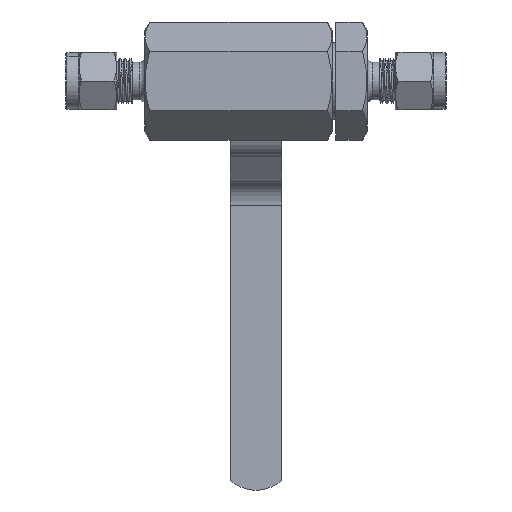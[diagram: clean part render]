
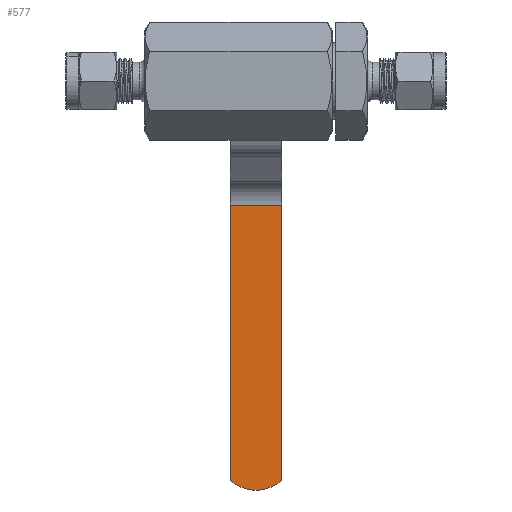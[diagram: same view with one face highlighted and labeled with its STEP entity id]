
A CAD part, front view. The second image highlights one B-rep face of the part: STEP entity #577.
In plain terms, the highlighted planar face has unit normal (0, -1, 0).
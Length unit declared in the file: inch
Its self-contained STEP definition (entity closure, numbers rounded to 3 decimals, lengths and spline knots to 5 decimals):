
#577 = ADVANCED_FACE ( 'NONE', ( #7654 ), #39752, .F. ) ;
#3454 = CARTESIAN_POINT ( 'NONE',  ( 0.25, 1.65, -3.90451 ) ) ;
#5537 = VERTEX_POINT ( 'NONE', #35976 ) ;
#5856 = ORIENTED_EDGE ( 'NONE', *, *, #7185, .T. ) ;
#7185 = EDGE_CURVE ( 'NONE', #36310, #26394, #22935, .T. ) ;
#7654 = FACE_OUTER_BOUND ( 'NONE', #8333, .T. ) ;
#8089 = ORIENTED_EDGE ( 'NONE', *, *, #20428, .T. ) ;
#8333 = EDGE_LOOP ( 'NONE', ( #5856, #32894, #22100, #8089 ) ) ;
#8368 = EDGE_CURVE ( 'NONE', #26394, #36487, #10552, .T. ) ;
#10552 = CIRCLE ( 'NONE', #40178, 0.375 ) ;
#11840 = AXIS2_PLACEMENT_3D ( 'NONE', #40069, #39848, #39799 ) ;
#12296 = DIRECTION ( 'NONE',  ( 0., 0., -1. ) ) ;
#12447 = CARTESIAN_POINT ( 'NONE',  ( 0.25, 1.65, -1.21407 ) ) ;
#14522 = DIRECTION ( 'NONE',  ( 0., 0., 1. ) ) ;
#14532 = DIRECTION ( 'NONE',  ( 0., -1., 0. ) ) ;
#14566 = CARTESIAN_POINT ( 'NONE',  ( 0., 1.65, -3.625 ) ) ;
#15333 = DIRECTION ( 'NONE',  ( -1., 0., 0. ) ) ;
#16258 = CARTESIAN_POINT ( 'NONE',  ( 0.25, 1.65, -1.21407 ) ) ;
#17494 = CARTESIAN_POINT ( 'NONE',  ( -0.25, 1.65, -1.21407 ) ) ;
#17658 = DIRECTION ( 'NONE',  ( 0., 0., -1. ) ) ;
#19165 = LINE ( 'NONE', #12447, #46688 ) ;
#19950 = CARTESIAN_POINT ( 'NONE',  ( -0.25, 1.65, -3.90451 ) ) ;
#20428 = EDGE_CURVE ( 'NONE', #5537, #36310, #40698, .T. ) ;
#20933 = CARTESIAN_POINT ( 'NONE',  ( -0.25, 1.65, -1.21407 ) ) ;
#21747 = VECTOR ( 'NONE', #17658, 39.37008 ) ;
#22100 = ORIENTED_EDGE ( 'NONE', *, *, #22574, .F. ) ;
#22574 = EDGE_CURVE ( 'NONE', #5537, #36487, #19165, .T. ) ;
#22935 = LINE ( 'NONE', #17494, #21747 ) ;
#26394 = VERTEX_POINT ( 'NONE', #19950 ) ;
#31171 = VECTOR ( 'NONE', #15333, 39.37008 ) ;
#32894 = ORIENTED_EDGE ( 'NONE', *, *, #8368, .T. ) ;
#35976 = CARTESIAN_POINT ( 'NONE',  ( 0.25, 1.65, -1.21407 ) ) ;
#36310 = VERTEX_POINT ( 'NONE', #20933 ) ;
#36487 = VERTEX_POINT ( 'NONE', #3454 ) ;
#39752 = PLANE ( 'NONE',  #11840 ) ;
#39799 = DIRECTION ( 'NONE',  ( 0., 0., 1. ) ) ;
#39848 = DIRECTION ( 'NONE',  ( 0., 1., 0. ) ) ;
#40069 = CARTESIAN_POINT ( 'NONE',  ( 0.25, 1.65, -1.21407 ) ) ;
#40178 = AXIS2_PLACEMENT_3D ( 'NONE', #14566, #14532, #14522 ) ;
#40698 = LINE ( 'NONE', #16258, #31171 ) ;
#46688 = VECTOR ( 'NONE', #12296, 39.37008 ) ;
